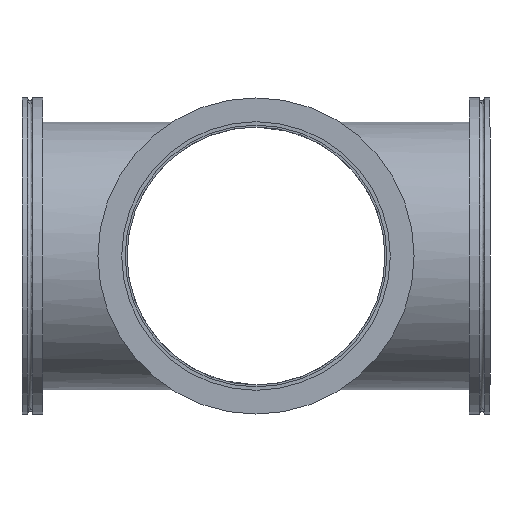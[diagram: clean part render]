
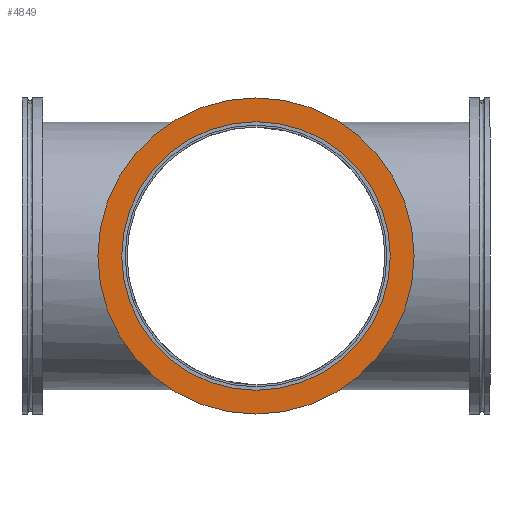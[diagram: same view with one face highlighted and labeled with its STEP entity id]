
A CAD part, left-side view. The second image highlights one B-rep face of the part: STEP entity #4849.
In plain terms, the highlighted face is planar.
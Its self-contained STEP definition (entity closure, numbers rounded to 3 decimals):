
#762 = EDGE_CURVE ( 'NONE', #2425, #2425, #4631, .T. ) ;
#1029 = PLANE ( 'NONE',  #2886 ) ;
#1387 = DIRECTION ( 'NONE',  ( 0., -1., 0. ) ) ;
#1390 = FACE_OUTER_BOUND ( 'NONE', #4898, .T. ) ;
#1557 = FACE_BOUND ( 'NONE', #5815, .T. ) ;
#1688 = CARTESIAN_POINT ( 'NONE',  ( 0., 11.9, -90.05 ) ) ;
#2246 = VERTEX_POINT ( 'NONE', #1688 ) ;
#2425 = VERTEX_POINT ( 'NONE', #4884 ) ;
#2593 = CARTESIAN_POINT ( 'NONE',  ( 0., 11.9, 0. ) ) ;
#2886 = AXIS2_PLACEMENT_3D ( 'NONE', #5804, #3648, #4183 ) ;
#3206 = ORIENTED_EDGE ( 'NONE', *, *, #6169, .T. ) ;
#3494 = CARTESIAN_POINT ( 'NONE',  ( 0., 11.9, 0. ) ) ;
#3648 = DIRECTION ( 'NONE',  ( 0., 1., 0. ) ) ;
#3754 = ORIENTED_EDGE ( 'NONE', *, *, #762, .T. ) ;
#3969 = DIRECTION ( 'NONE',  ( 0., 0., -1. ) ) ;
#4148 = DIRECTION ( 'NONE',  ( 0., 0., -1. ) ) ;
#4183 = DIRECTION ( 'NONE',  ( 0., 0., 1. ) ) ;
#4631 = CIRCLE ( 'NONE', #4859, 76.5 ) ;
#4754 = DIRECTION ( 'NONE',  ( 0., 1., 0. ) ) ;
#4849 = ADVANCED_FACE ( 'NONE', ( #1557, #1390 ), #1029, .T. ) ;
#4859 = AXIS2_PLACEMENT_3D ( 'NONE', #3494, #1387, #3969 ) ;
#4884 = CARTESIAN_POINT ( 'NONE',  ( 0., 11.9, -76.5 ) ) ;
#4898 = EDGE_LOOP ( 'NONE', ( #3206 ) ) ;
#5804 = CARTESIAN_POINT ( 'NONE',  ( 90.05, 11.9, 0. ) ) ;
#5815 = EDGE_LOOP ( 'NONE', ( #3754 ) ) ;
#5931 = CIRCLE ( 'NONE', #6855, 90.05 ) ;
#6169 = EDGE_CURVE ( 'NONE', #2246, #2246, #5931, .T. ) ;
#6855 = AXIS2_PLACEMENT_3D ( 'NONE', #2593, #4754, #4148 ) ;
